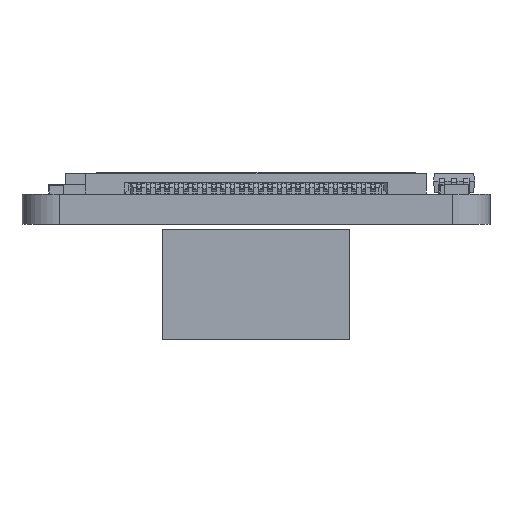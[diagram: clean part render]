
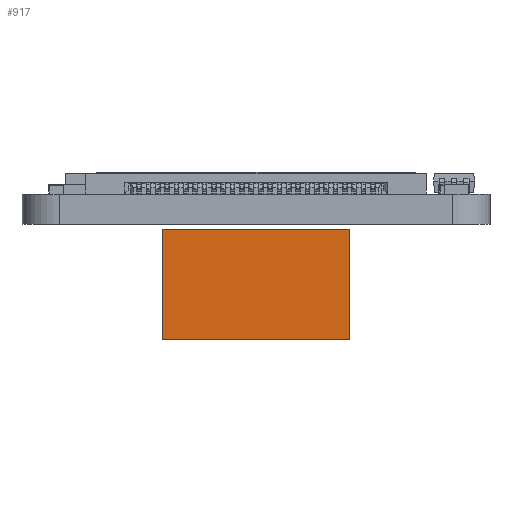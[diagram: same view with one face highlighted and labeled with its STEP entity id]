
A CAD part, front view. The second image highlights one B-rep face of the part: STEP entity #917.
In plain terms, the highlighted planar face has unit normal (0, -1, 0).
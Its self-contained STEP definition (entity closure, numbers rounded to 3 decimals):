
#917 = ADVANCED_FACE('',(#918),#952,.F.);
#918 = FACE_BOUND('',#919,.F.);
#919 = EDGE_LOOP('',(#920,#930,#938,#946));
#920 = ORIENTED_EDGE('',*,*,#921,.T.);
#921 = EDGE_CURVE('',#922,#924,#926,.T.);
#922 = VERTEX_POINT('',#923);
#923 = CARTESIAN_POINT('',(-4.999,-7.469,
    -7.791));
#924 = VERTEX_POINT('',#925);
#925 = CARTESIAN_POINT('',(-4.999,-7.469,
    -1.865));
#926 = LINE('',#927,#928);
#927 = CARTESIAN_POINT('',(-4.999,-7.469,
    -7.791));
#928 = VECTOR('',#929,1.);
#929 = DIRECTION('',(0.,0.,1.));
#930 = ORIENTED_EDGE('',*,*,#931,.T.);
#931 = EDGE_CURVE('',#924,#932,#934,.T.);
#932 = VERTEX_POINT('',#933);
#933 = CARTESIAN_POINT('',(5.,-7.469,
    -1.865));
#934 = LINE('',#935,#936);
#935 = CARTESIAN_POINT('',(-4.999,-7.469,
    -1.865));
#936 = VECTOR('',#937,1.);
#937 = DIRECTION('',(1.,0.,0.));
#938 = ORIENTED_EDGE('',*,*,#939,.F.);
#939 = EDGE_CURVE('',#940,#932,#942,.T.);
#940 = VERTEX_POINT('',#941);
#941 = CARTESIAN_POINT('',(5.,-7.469,
    -7.791));
#942 = LINE('',#943,#944);
#943 = CARTESIAN_POINT('',(5.,-7.469,
    -7.791));
#944 = VECTOR('',#945,1.);
#945 = DIRECTION('',(0.,0.,1.));
#946 = ORIENTED_EDGE('',*,*,#947,.F.);
#947 = EDGE_CURVE('',#922,#940,#948,.T.);
#948 = LINE('',#949,#950);
#949 = CARTESIAN_POINT('',(-4.999,-7.469,
    -7.791));
#950 = VECTOR('',#951,1.);
#951 = DIRECTION('',(1.,0.,0.));
#952 = PLANE('',#953);
#953 = AXIS2_PLACEMENT_3D('',#954,#955,#956);
#954 = CARTESIAN_POINT('',(-4.999,-7.469,
    -7.791));
#955 = DIRECTION('',(0.,1.,0.));
#956 = DIRECTION('',(1.,0.,0.));
